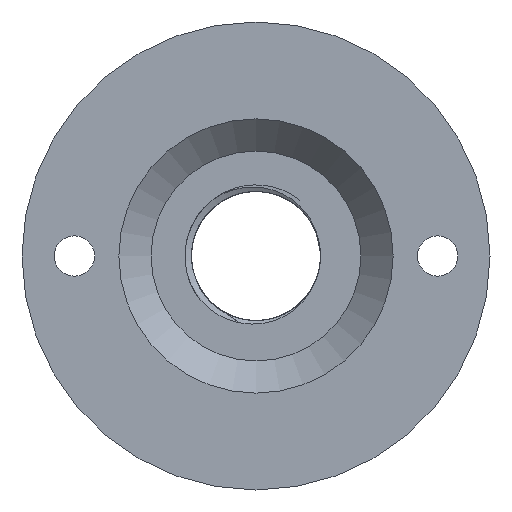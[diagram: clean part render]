
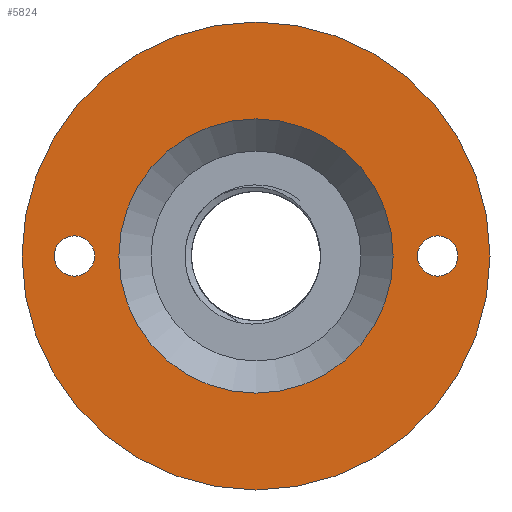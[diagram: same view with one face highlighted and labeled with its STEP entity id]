
A CAD part, left-side view. The second image highlights one B-rep face of the part: STEP entity #5824.
In plain terms, the highlighted planar face has unit normal (-1, 0, 0).
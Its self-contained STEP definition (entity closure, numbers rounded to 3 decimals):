
#187 = DIRECTION ( 'NONE',  ( 0., 0., -1. ) ) ;
#273 = PLANE ( 'NONE',  #4493 ) ;
#717 = AXIS2_PLACEMENT_3D ( 'NONE', #4364, #996, #3809 ) ;
#952 = FACE_BOUND ( 'NONE', #6282, .T. ) ;
#996 = DIRECTION ( 'NONE',  ( -1., 0., 0. ) ) ;
#1005 = CIRCLE ( 'NONE', #2318, 17. ) ;
#1039 = FACE_OUTER_BOUND ( 'NONE', #6381, .T. ) ;
#1473 = ORIENTED_EDGE ( 'NONE', *, *, #5487, .T. ) ;
#1653 = EDGE_LOOP ( 'NONE', ( #4517 ) ) ;
#1986 = VERTEX_POINT ( 'NONE', #8928 ) ;
#2318 = AXIS2_PLACEMENT_3D ( 'NONE', #6094, #3919, #8144 ) ;
#2455 = AXIS2_PLACEMENT_3D ( 'NONE', #7126, #3128, #187 ) ;
#2490 = DIRECTION ( 'NONE',  ( 0., 0., -1. ) ) ;
#2576 = DIRECTION ( 'NONE',  ( 0., 0., -1. ) ) ;
#2600 = EDGE_CURVE ( 'NONE', #1986, #1986, #1005, .T. ) ;
#2604 = CIRCLE ( 'NONE', #717, 29. ) ;
#3128 = DIRECTION ( 'NONE',  ( -1., 0., 0. ) ) ;
#3479 = CIRCLE ( 'NONE', #2455, 2.5 ) ;
#3764 = AXIS2_PLACEMENT_3D ( 'NONE', #5258, #8026, #2576 ) ;
#3809 = DIRECTION ( 'NONE',  ( 0., 0., 1. ) ) ;
#3919 = DIRECTION ( 'NONE',  ( -1., 0., 0. ) ) ;
#4028 = CARTESIAN_POINT ( 'NONE',  ( -48., 22.5, -2.5 ) ) ;
#4296 = ORIENTED_EDGE ( 'NONE', *, *, #4888, .F. ) ;
#4364 = CARTESIAN_POINT ( 'NONE',  ( -48., 0., 0. ) ) ;
#4409 = FACE_BOUND ( 'NONE', #1653, .T. ) ;
#4493 = AXIS2_PLACEMENT_3D ( 'NONE', #6402, #5813, #2490 ) ;
#4517 = ORIENTED_EDGE ( 'NONE', *, *, #7101, .F. ) ;
#4717 = CARTESIAN_POINT ( 'NONE',  ( -48., -22.5, -2.5 ) ) ;
#4888 = EDGE_CURVE ( 'NONE', #5985, #5985, #3479, .T. ) ;
#4889 = ORIENTED_EDGE ( 'NONE', *, *, #2600, .F. ) ;
#5258 = CARTESIAN_POINT ( 'NONE',  ( -48., -22.5, 0. ) ) ;
#5487 = EDGE_CURVE ( 'NONE', #7521, #7521, #2604, .T. ) ;
#5701 = EDGE_LOOP ( 'NONE', ( #4296 ) ) ;
#5813 = DIRECTION ( 'NONE',  ( 1., 0., 0. ) ) ;
#5824 = ADVANCED_FACE ( 'NONE', ( #7258, #4409, #952, #1039 ), #273, .F. ) ;
#5985 = VERTEX_POINT ( 'NONE', #4028 ) ;
#6094 = CARTESIAN_POINT ( 'NONE',  ( -48., 0., 0. ) ) ;
#6282 = EDGE_LOOP ( 'NONE', ( #4889 ) ) ;
#6381 = EDGE_LOOP ( 'NONE', ( #1473 ) ) ;
#6402 = CARTESIAN_POINT ( 'NONE',  ( -48., 17., 0. ) ) ;
#7101 = EDGE_CURVE ( 'NONE', #8072, #8072, #7679, .T. ) ;
#7126 = CARTESIAN_POINT ( 'NONE',  ( -48., 22.5, 0. ) ) ;
#7258 = FACE_BOUND ( 'NONE', #5701, .T. ) ;
#7521 = VERTEX_POINT ( 'NONE', #8750 ) ;
#7679 = CIRCLE ( 'NONE', #3764, 2.5 ) ;
#8026 = DIRECTION ( 'NONE',  ( -1., 0., 0. ) ) ;
#8072 = VERTEX_POINT ( 'NONE', #4717 ) ;
#8144 = DIRECTION ( 'NONE',  ( 0., 0., 1. ) ) ;
#8750 = CARTESIAN_POINT ( 'NONE',  ( -48., 0., 29. ) ) ;
#8928 = CARTESIAN_POINT ( 'NONE',  ( -48., 0., 17. ) ) ;
